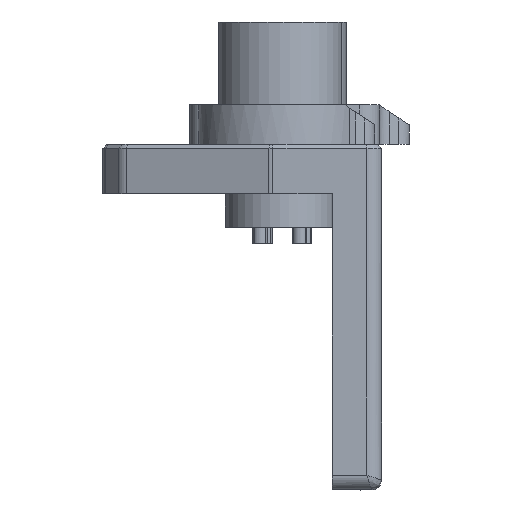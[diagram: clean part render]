
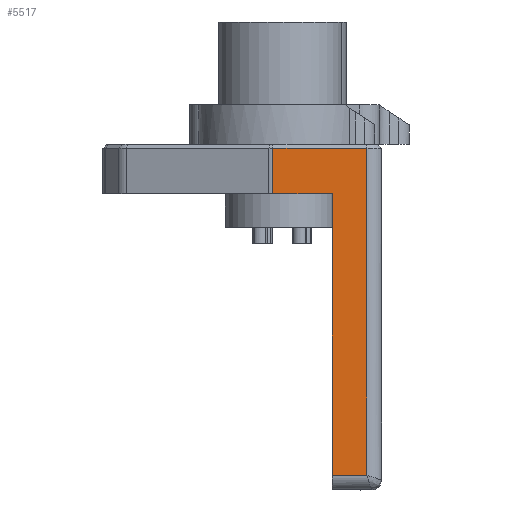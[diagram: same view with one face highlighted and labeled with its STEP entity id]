
A CAD part, front view. The second image highlights one B-rep face of the part: STEP entity #5517.
In plain terms, the highlighted face is planar.
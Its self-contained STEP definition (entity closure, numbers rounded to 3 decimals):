
#222=PLANE('',#5981);
#447=FACE_OUTER_BOUND('',#810,.T.);
#810=EDGE_LOOP('',(#4185,#4186,#4187,#4188,#4189,#4190));
#1586=LINE('',#13327,#2013);
#1597=LINE('',#13360,#2024);
#1599=LINE('',#13375,#2026);
#1600=LINE('',#13377,#2027);
#1601=LINE('',#13379,#2028);
#1602=LINE('',#13380,#2029);
#2013=VECTOR('',#6939,10.);
#2024=VECTOR('',#6978,10.);
#2026=VECTOR('',#6982,10.);
#2027=VECTOR('',#6983,10.);
#2028=VECTOR('',#6984,10.);
#2029=VECTOR('',#6985,10.);
#2508=VERTEX_POINT('',#13321);
#2509=VERTEX_POINT('',#13325);
#2517=VERTEX_POINT('',#13359);
#2519=VERTEX_POINT('',#13374);
#2520=VERTEX_POINT('',#13376);
#2521=VERTEX_POINT('',#13378);
#3114=EDGE_CURVE('',#2508,#2509,#1586,.T.);
#3130=EDGE_CURVE('',#2509,#2517,#1597,.T.);
#3133=EDGE_CURVE('',#2519,#2508,#1599,.T.);
#3134=EDGE_CURVE('',#2520,#2519,#1600,.T.);
#3135=EDGE_CURVE('',#2521,#2520,#1601,.T.);
#3136=EDGE_CURVE('',#2517,#2521,#1602,.T.);
#4185=ORIENTED_EDGE('',*,*,#3114,.F.);
#4186=ORIENTED_EDGE('',*,*,#3133,.F.);
#4187=ORIENTED_EDGE('',*,*,#3134,.F.);
#4188=ORIENTED_EDGE('',*,*,#3135,.F.);
#4189=ORIENTED_EDGE('',*,*,#3136,.F.);
#4190=ORIENTED_EDGE('',*,*,#3130,.F.);
#5517=ADVANCED_FACE('',(#447),#222,.T.);
#5981=AXIS2_PLACEMENT_3D('',#13373,#6980,#6981);
#6939=DIRECTION('',(0.,-1.,0.));
#6978=DIRECTION('',(0.,0.,-1.));
#6980=DIRECTION('center_axis',(-1.,0.,
0.));
#6981=DIRECTION('ref_axis',(0.,-1.,0.));
#6982=DIRECTION('',(0.,0.,1.));
#6983=DIRECTION('',(0.,1.,0.));
#6984=DIRECTION('',(0.,0.,1.));
#6985=DIRECTION('',(0.,1.,0.));
#13321=CARTESIAN_POINT('',(272.568,385.784,119.096));
#13325=CARTESIAN_POINT('',(272.568,376.279,119.096));
#13327=CARTESIAN_POINT('',(272.568,383.852,119.096));
#13359=CARTESIAN_POINT('',(272.568,376.279,85.996));
#13360=CARTESIAN_POINT('',(272.568,376.279,119.496));
#13373=CARTESIAN_POINT('Origin',(272.568,388.779,119.496));
#13374=CARTESIAN_POINT('',(272.568,385.784,114.496));
#13375=CARTESIAN_POINT('',(272.568,385.784,118.246));
#13376=CARTESIAN_POINT('',(272.568,379.779,114.496));
#13377=CARTESIAN_POINT('',(272.568,383.029,114.496));
#13378=CARTESIAN_POINT('',(272.568,379.779,85.996));
#13379=CARTESIAN_POINT('',(272.568,379.779,121.996));
#13380=CARTESIAN_POINT('',(272.568,387.585,85.996));
